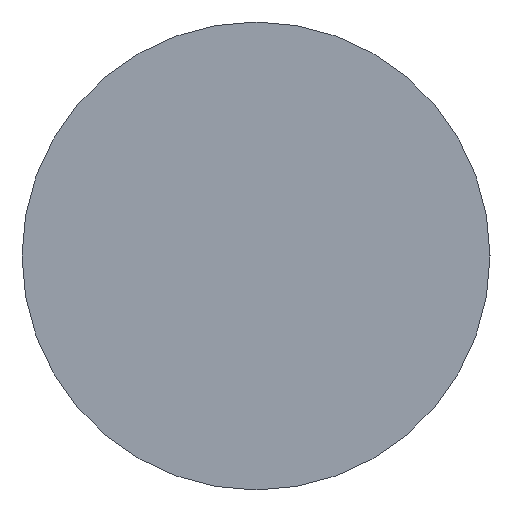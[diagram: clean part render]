
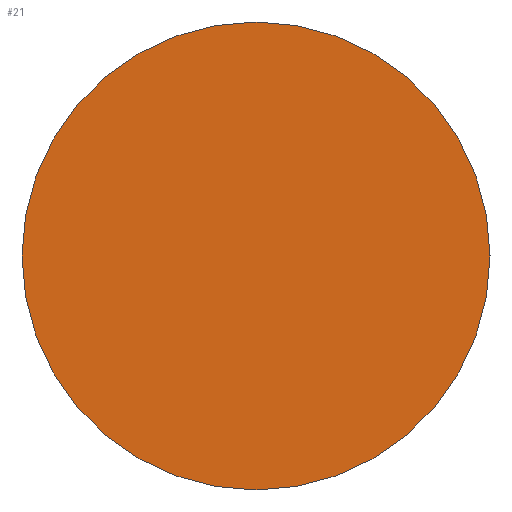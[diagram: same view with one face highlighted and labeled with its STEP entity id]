
A CAD part, left-side view. The second image highlights one B-rep face of the part: STEP entity #21.
In plain terms, the highlighted planar face has unit normal (-1, 0, 0).
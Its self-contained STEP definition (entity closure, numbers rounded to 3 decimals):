
#6 = ORIENTED_EDGE ( 'NONE', *, *, #91, .F. ) ;
#21 = ADVANCED_FACE ( 'NONE', ( #97 ), #83, .F. ) ;
#24 = VERTEX_POINT ( 'NONE', #152 ) ;
#28 = DIRECTION ( 'NONE',  ( 1., 0., 0. ) ) ;
#29 = CARTESIAN_POINT ( 'NONE',  ( 0., 0., 0. ) ) ;
#30 = CIRCLE ( 'NONE', #47, 0.75 ) ;
#31 = DIRECTION ( 'NONE',  ( 0., 0., -1. ) ) ;
#33 = AXIS2_PLACEMENT_3D ( 'NONE', #68, #28, #101 ) ;
#35 = EDGE_LOOP ( 'NONE', ( #6, #78 ) ) ;
#47 = AXIS2_PLACEMENT_3D ( 'NONE', #55, #116, #31 ) ;
#53 = VERTEX_POINT ( 'NONE', #115 ) ;
#55 = CARTESIAN_POINT ( 'NONE',  ( 0., 0., 0. ) ) ;
#68 = CARTESIAN_POINT ( 'NONE',  ( 0., 0., 0. ) ) ;
#78 = ORIENTED_EDGE ( 'NONE', *, *, #79, .F. ) ;
#79 = EDGE_CURVE ( 'NONE', #24, #53, #159, .T. ) ;
#83 = PLANE ( 'NONE',  #118 ) ;
#91 = EDGE_CURVE ( 'NONE', #53, #24, #30, .T. ) ;
#97 = FACE_OUTER_BOUND ( 'NONE', #35, .T. ) ;
#101 = DIRECTION ( 'NONE',  ( 0., 0., -1. ) ) ;
#115 = CARTESIAN_POINT ( 'NONE',  ( 0., 0., 0.75 ) ) ;
#116 = DIRECTION ( 'NONE',  ( 1., 0., 0. ) ) ;
#118 = AXIS2_PLACEMENT_3D ( 'NONE', #29, #128, #175 ) ;
#128 = DIRECTION ( 'NONE',  ( 1., 0., 0. ) ) ;
#152 = CARTESIAN_POINT ( 'NONE',  ( 0., 0., -0.75 ) ) ;
#159 = CIRCLE ( 'NONE', #33, 0.75 ) ;
#175 = DIRECTION ( 'NONE',  ( 0., 0., -1. ) ) ;
